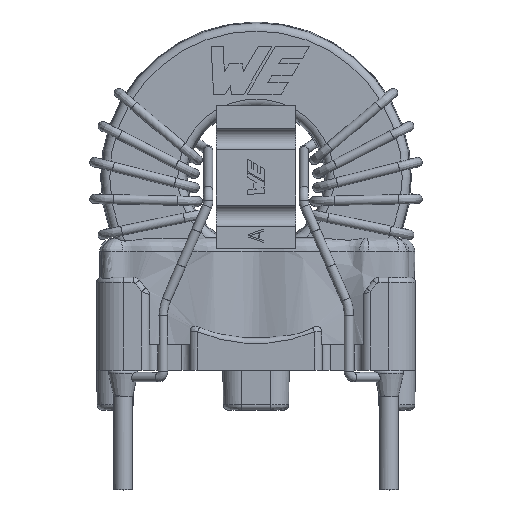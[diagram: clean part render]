
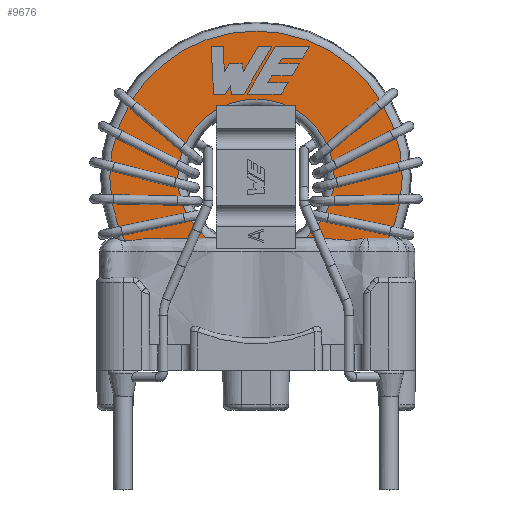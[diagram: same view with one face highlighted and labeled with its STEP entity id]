
A CAD part, top view. The second image highlights one B-rep face of the part: STEP entity #9676.
In plain terms, the highlighted face is planar.
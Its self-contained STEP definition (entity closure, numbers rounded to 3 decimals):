
#861=LINE('',#15731,#1354);
#864=LINE('',#15737,#1357);
#867=LINE('',#15743,#1360);
#870=LINE('',#15749,#1363);
#873=LINE('',#15755,#1366);
#876=LINE('',#15761,#1369);
#879=LINE('',#15767,#1372);
#882=LINE('',#15773,#1375);
#885=LINE('',#15779,#1378);
#888=LINE('',#15785,#1381);
#891=LINE('',#15791,#1384);
#893=LINE('',#15794,#1386);
#909=LINE('',#15828,#1402);
#911=LINE('',#15832,#1404);
#913=LINE('',#15836,#1406);
#915=LINE('',#15840,#1408);
#917=LINE('',#15844,#1410);
#919=LINE('',#15848,#1412);
#921=LINE('',#15852,#1414);
#923=LINE('',#15856,#1416);
#925=LINE('',#15860,#1418);
#927=LINE('',#15864,#1420);
#929=LINE('',#15868,#1422);
#931=LINE('',#15872,#1424);
#932=LINE('',#15874,#1425);
#1354=VECTOR('',#11841,1000.);
#1357=VECTOR('',#11846,1000.);
#1360=VECTOR('',#11851,1000.);
#1363=VECTOR('',#11856,1000.);
#1366=VECTOR('',#11861,1000.);
#1369=VECTOR('',#11866,1000.);
#1372=VECTOR('',#11871,1000.);
#1375=VECTOR('',#11876,1000.);
#1378=VECTOR('',#11881,1000.);
#1381=VECTOR('',#11886,1000.);
#1384=VECTOR('',#11891,1000.);
#1386=VECTOR('',#11895,1000.);
#1402=VECTOR('',#11917,1000.);
#1404=VECTOR('',#11921,1000.);
#1406=VECTOR('',#11925,1000.);
#1408=VECTOR('',#11929,1000.);
#1410=VECTOR('',#11933,1000.);
#1412=VECTOR('',#11937,1000.);
#1414=VECTOR('',#11941,1000.);
#1416=VECTOR('',#11945,1000.);
#1418=VECTOR('',#11949,1000.);
#1420=VECTOR('',#11953,1000.);
#1422=VECTOR('',#11957,1000.);
#1424=VECTOR('',#11961,1000.);
#1425=VECTOR('',#11964,1000.);
#2645=ORIENTED_EDGE('',*,*,#4442,.F.);
#2646=ORIENTED_EDGE('',*,*,#4439,.F.);
#2647=ORIENTED_EDGE('',*,*,#4436,.F.);
#2648=ORIENTED_EDGE('',*,*,#4433,.F.);
#2649=ORIENTED_EDGE('',*,*,#4430,.F.);
#2650=ORIENTED_EDGE('',*,*,#4427,.F.);
#2651=ORIENTED_EDGE('',*,*,#4424,.F.);
#2652=ORIENTED_EDGE('',*,*,#4421,.F.);
#2653=ORIENTED_EDGE('',*,*,#4418,.F.);
#2654=ORIENTED_EDGE('',*,*,#4415,.F.);
#2655=ORIENTED_EDGE('',*,*,#4412,.F.);
#2656=ORIENTED_EDGE('',*,*,#4444,.F.);
#2657=ORIENTED_EDGE('',*,*,#4482,.F.);
#2658=ORIENTED_EDGE('',*,*,#4480,.F.);
#2659=ORIENTED_EDGE('',*,*,#4478,.F.);
#2660=ORIENTED_EDGE('',*,*,#4476,.F.);
#2661=ORIENTED_EDGE('',*,*,#4474,.F.);
#2662=ORIENTED_EDGE('',*,*,#4472,.F.);
#2663=ORIENTED_EDGE('',*,*,#4470,.F.);
#2664=ORIENTED_EDGE('',*,*,#4468,.F.);
#2665=ORIENTED_EDGE('',*,*,#4466,.F.);
#2666=ORIENTED_EDGE('',*,*,#4464,.F.);
#2667=ORIENTED_EDGE('',*,*,#4462,.F.);
#2668=ORIENTED_EDGE('',*,*,#4460,.F.);
#2669=ORIENTED_EDGE('',*,*,#4483,.F.);
#2670=ORIENTED_EDGE('',*,*,#4487,.T.);
#2671=ORIENTED_EDGE('',*,*,#4486,.T.);
#4412=EDGE_CURVE('',#5412,#5409,#861,.T.);
#4415=EDGE_CURVE('',#5409,#5413,#864,.T.);
#4418=EDGE_CURVE('',#5413,#5415,#867,.T.);
#4421=EDGE_CURVE('',#5415,#5417,#870,.T.);
#4424=EDGE_CURVE('',#5417,#5419,#873,.T.);
#4427=EDGE_CURVE('',#5419,#5421,#876,.T.);
#4430=EDGE_CURVE('',#5421,#5423,#879,.T.);
#4433=EDGE_CURVE('',#5423,#5425,#882,.T.);
#4436=EDGE_CURVE('',#5425,#5427,#885,.T.);
#4439=EDGE_CURVE('',#5427,#5429,#888,.T.);
#4442=EDGE_CURVE('',#5429,#5431,#891,.T.);
#4444=EDGE_CURVE('',#5431,#5412,#893,.T.);
#4460=EDGE_CURVE('',#5447,#5446,#909,.T.);
#4462=EDGE_CURVE('',#5446,#5448,#911,.T.);
#4464=EDGE_CURVE('',#5448,#5449,#913,.T.);
#4466=EDGE_CURVE('',#5449,#5450,#915,.T.);
#4468=EDGE_CURVE('',#5450,#5451,#917,.T.);
#4470=EDGE_CURVE('',#5451,#5452,#919,.T.);
#4472=EDGE_CURVE('',#5452,#5453,#921,.T.);
#4474=EDGE_CURVE('',#5453,#5454,#923,.T.);
#4476=EDGE_CURVE('',#5454,#5455,#925,.T.);
#4478=EDGE_CURVE('',#5455,#5456,#927,.T.);
#4480=EDGE_CURVE('',#5456,#5457,#929,.T.);
#4482=EDGE_CURVE('',#5457,#5458,#931,.T.);
#4483=EDGE_CURVE('',#5458,#5447,#932,.T.);
#4486=EDGE_CURVE('',#5461,#5461,#6109,.T.);
#4487=EDGE_CURVE('',#5462,#5462,#6110,.T.);
#5409=VERTEX_POINT('',#15725);
#5412=VERTEX_POINT('',#15730);
#5413=VERTEX_POINT('',#15734);
#5415=VERTEX_POINT('',#15740);
#5417=VERTEX_POINT('',#15746);
#5419=VERTEX_POINT('',#15752);
#5421=VERTEX_POINT('',#15758);
#5423=VERTEX_POINT('',#15764);
#5425=VERTEX_POINT('',#15770);
#5427=VERTEX_POINT('',#15776);
#5429=VERTEX_POINT('',#15782);
#5431=VERTEX_POINT('',#15788);
#5446=VERTEX_POINT('',#15825);
#5447=VERTEX_POINT('',#15827);
#5448=VERTEX_POINT('',#15831);
#5449=VERTEX_POINT('',#15835);
#5450=VERTEX_POINT('',#15839);
#5451=VERTEX_POINT('',#15843);
#5452=VERTEX_POINT('',#15847);
#5453=VERTEX_POINT('',#15851);
#5454=VERTEX_POINT('',#15855);
#5455=VERTEX_POINT('',#15859);
#5456=VERTEX_POINT('',#15863);
#5457=VERTEX_POINT('',#15867);
#5458=VERTEX_POINT('',#15871);
#5461=VERTEX_POINT('',#15882);
#5462=VERTEX_POINT('',#15885);
#6109=CIRCLE('',#10454,5.505);
#6110=CIRCLE('',#10456,2.945);
#6598=EDGE_LOOP('',(#2645,#2646,#2647,#2648,#2649,#2650,#2651,#2652,#2653,
#2654,#2655,#2656));
#6599=EDGE_LOOP('',(#2657,#2658,#2659,#2660,#2661,#2662,#2663,#2664,#2665,
#2666,#2667,#2668,#2669));
#6600=EDGE_LOOP('',(#2670));
#6601=EDGE_LOOP('',(#2671));
#7333=FACE_BOUND('',#6598,.T.);
#7334=FACE_BOUND('',#6599,.T.);
#7335=FACE_BOUND('',#6600,.T.);
#7336=FACE_BOUND('',#6601,.T.);
#7900=PLANE('',#10455);
#9676=ADVANCED_FACE('',(#7333,#7334,#7335,#7336),#7900,.T.);
#10454=AXIS2_PLACEMENT_3D('',#15881,#11973,#11974);
#10455=AXIS2_PLACEMENT_3D('',#15883,#11975,#11976);
#10456=AXIS2_PLACEMENT_3D('',#15884,#11977,#11978);
#11841=DIRECTION('',(-1.,0.,0.));
#11846=DIRECTION('',(0.52,0.,-0.854));
#11851=DIRECTION('',(1.,0.,0.));
#11856=DIRECTION('',(0.507,0.,-0.862));
#11861=DIRECTION('',(-1.,0.,0.));
#11866=DIRECTION('',(-0.504,0.,0.864));
#11871=DIRECTION('',(1.,0.,0.));
#11876=DIRECTION('',(0.509,0.,-0.861));
#11881=DIRECTION('',(-1.,0.,0.));
#11886=DIRECTION('',(0.507,0.,-0.862));
#11891=DIRECTION('',(1.,0.,0.));
#11895=DIRECTION('',(0.505,0.,-0.863));
#11917=DIRECTION('',(-1.,0.,0.));
#11921=DIRECTION('',(-0.583,0.,0.812));
#11925=DIRECTION('',(-0.047,0.,-0.999));
#11929=DIRECTION('',(-1.,0.,0.));
#11933=DIRECTION('',(0.052,0.,0.999));
#11937=DIRECTION('',(1.,0.,0.));
#11941=DIRECTION('',(0.551,0.,-0.834));
#11945=DIRECTION('',(0.141,0.,0.99));
#11949=DIRECTION('',(1.,0.,0.));
#11953=DIRECTION('',(0.506,0.,-0.863));
#11957=DIRECTION('',(-1.,0.,0.));
#11961=DIRECTION('',(-0.512,0.,0.859));
#11964=DIRECTION('',(-0.171,0.,-0.985));
#11973=DIRECTION('',(0.,1.,0.));
#11974=DIRECTION('',(1.,0.,0.));
#11975=DIRECTION('',(0.,1.,0.));
#11976=DIRECTION('',(-1.,0.,0.));
#11977=DIRECTION('',(0.,-1.,0.));
#11978=DIRECTION('',(-1.,0.,0.));
#15725=CARTESIAN_POINT('',(0.863,2.9,-4.27));
#15730=CARTESIAN_POINT('',(1.622,2.9,-4.27));
#15731=CARTESIAN_POINT('',(1.622,2.9,-4.27));
#15734=CARTESIAN_POINT('',(0.99,2.9,-4.479));
#15737=CARTESIAN_POINT('',(0.863,2.9,-4.27));
#15740=CARTESIAN_POINT('',(1.747,2.9,-4.479));
#15743=CARTESIAN_POINT('',(0.99,2.9,-4.479));
#15746=CARTESIAN_POINT('',(2.01,2.9,-4.927));
#15749=CARTESIAN_POINT('',(1.747,2.9,-4.479));
#15752=CARTESIAN_POINT('',(0.724,2.9,-4.927));
#15755=CARTESIAN_POINT('',(2.01,2.9,-4.927));
#15758=CARTESIAN_POINT('',(-0.325,2.9,-3.127));
#15761=CARTESIAN_POINT('',(0.724,2.9,-4.927));
#15764=CARTESIAN_POINT('',(0.95,2.9,-3.127));
#15767=CARTESIAN_POINT('',(-0.325,2.9,-3.127));
#15770=CARTESIAN_POINT('',(1.209,2.9,-3.566));
#15773=CARTESIAN_POINT('',(0.95,2.9,-3.127));
#15776=CARTESIAN_POINT('',(0.447,2.9,-3.566));
#15779=CARTESIAN_POINT('',(1.209,2.9,-3.566));
#15782=CARTESIAN_POINT('',(0.598,2.9,-3.822));
#15785=CARTESIAN_POINT('',(0.447,2.9,-3.566));
#15788=CARTESIAN_POINT('',(1.36,2.9,-3.822));
#15791=CARTESIAN_POINT('',(0.598,2.9,-3.822));
#15794=CARTESIAN_POINT('',(1.36,2.9,-3.822));
#15825=CARTESIAN_POINT('',(-0.993,2.9,-4.27));
#15827=CARTESIAN_POINT('',(-0.524,2.9,-4.27));
#15828=CARTESIAN_POINT('',(-0.524,2.9,-4.27));
#15831=CARTESIAN_POINT('',(-1.192,2.9,-3.993));
#15832=CARTESIAN_POINT('',(-0.993,2.9,-4.27));
#15835=CARTESIAN_POINT('',(-1.236,2.9,-4.927));
#15836=CARTESIAN_POINT('',(-1.192,2.9,-3.993));
#15839=CARTESIAN_POINT('',(-1.689,2.9,-4.927));
#15840=CARTESIAN_POINT('',(-1.236,2.9,-4.927));
#15843=CARTESIAN_POINT('',(-1.595,2.9,-3.127));
#15844=CARTESIAN_POINT('',(-1.689,2.9,-4.927));
#15847=CARTESIAN_POINT('',(-1.17,2.9,-3.127));
#15848=CARTESIAN_POINT('',(-1.595,2.9,-3.127));
#15851=CARTESIAN_POINT('',(-0.965,2.9,-3.436));
#15852=CARTESIAN_POINT('',(-1.17,2.9,-3.127));
#15855=CARTESIAN_POINT('',(-0.921,2.9,-3.127));
#15856=CARTESIAN_POINT('',(-0.965,2.9,-3.436));
#15859=CARTESIAN_POINT('',(-0.457,2.9,-3.127));
#15860=CARTESIAN_POINT('',(-0.921,2.9,-3.127));
#15863=CARTESIAN_POINT('',(0.597,2.9,-4.927));
#15864=CARTESIAN_POINT('',(-0.457,2.9,-3.127));
#15867=CARTESIAN_POINT('',(0.089,2.9,-4.927));
#15868=CARTESIAN_POINT('',(0.597,2.9,-4.927));
#15871=CARTESIAN_POINT('',(-0.474,2.9,-3.982));
#15872=CARTESIAN_POINT('',(0.089,2.9,-4.927));
#15874=CARTESIAN_POINT('',(-0.474,2.9,-3.982));
#15881=CARTESIAN_POINT('',(0.,2.9,0.));
#15882=CARTESIAN_POINT('',(5.505,2.9,0.));
#15883=CARTESIAN_POINT('',(0.,2.9,0.));
#15884=CARTESIAN_POINT('',(0.,2.9,0.));
#15885=CARTESIAN_POINT('',(-2.945,2.9,0.));
